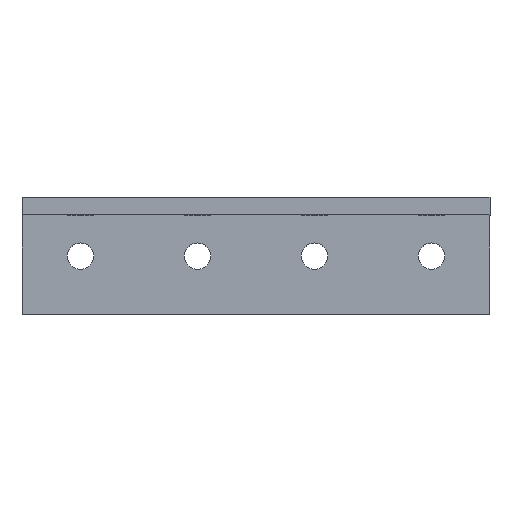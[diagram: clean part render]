
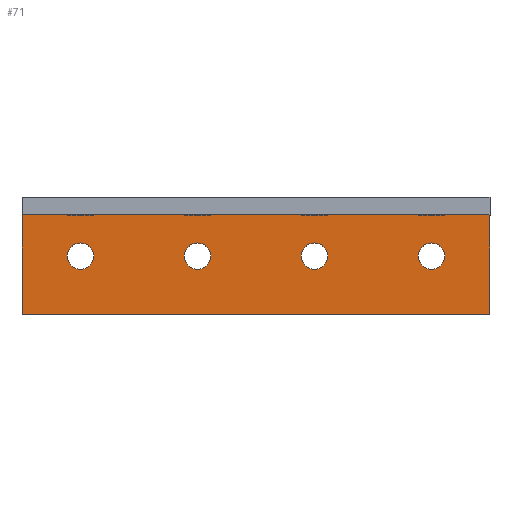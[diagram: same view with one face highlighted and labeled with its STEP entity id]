
A CAD part, top view. The second image highlights one B-rep face of the part: STEP entity #71.
In plain terms, the highlighted planar face has unit normal (0, 0, 1).
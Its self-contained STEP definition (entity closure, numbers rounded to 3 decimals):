
#71=ADVANCED_FACE('',(#158,#159,#160,#161,#162),#163,.T.);
#158=FACE_BOUND('',#273,.T.);
#159=FACE_BOUND('',#274,.T.);
#160=FACE_BOUND('',#275,.T.);
#161=FACE_BOUND('',#276,.T.);
#162=FACE_OUTER_BOUND('',#277,.T.);
#163=PLANE('',#278);
#273=EDGE_LOOP('',(#400,#401));
#274=EDGE_LOOP('',(#402,#403));
#275=EDGE_LOOP('',(#404,#405));
#276=EDGE_LOOP('',(#406,#407));
#277=EDGE_LOOP('',(#408,#409,#410,#411));
#278=AXIS2_PLACEMENT_3D('',#412,#413,#414);
#400=ORIENTED_EDGE('',*,*,#645,.T.);
#401=ORIENTED_EDGE('',*,*,#646,.T.);
#402=ORIENTED_EDGE('',*,*,#647,.T.);
#403=ORIENTED_EDGE('',*,*,#648,.T.);
#404=ORIENTED_EDGE('',*,*,#649,.T.);
#405=ORIENTED_EDGE('',*,*,#650,.T.);
#406=ORIENTED_EDGE('',*,*,#651,.T.);
#407=ORIENTED_EDGE('',*,*,#639,.T.);
#408=ORIENTED_EDGE('',*,*,#652,.T.);
#409=ORIENTED_EDGE('',*,*,#653,.T.);
#410=ORIENTED_EDGE('',*,*,#654,.T.);
#411=ORIENTED_EDGE('',*,*,#634,.T.);
#412=CARTESIAN_POINT('',(40.0,-10.0,3.0));
#413=DIRECTION('',(0.0,0.0,1.0));
#414=DIRECTION('',(1.0,0.0,0.0));
#634=EDGE_CURVE('',#745,#750,#752,.T.);
#639=EDGE_CURVE('',#754,#759,#761,.T.);
#645=EDGE_CURVE('',#769,#770,#771,.T.);
#646=EDGE_CURVE('',#770,#769,#772,.T.);
#647=EDGE_CURVE('',#773,#774,#775,.T.);
#648=EDGE_CURVE('',#774,#773,#776,.T.);
#649=EDGE_CURVE('',#777,#778,#779,.T.);
#650=EDGE_CURVE('',#778,#777,#780,.T.);
#651=EDGE_CURVE('',#759,#754,#781,.T.);
#652=EDGE_CURVE('',#750,#782,#783,.T.);
#653=EDGE_CURVE('',#782,#784,#785,.T.);
#654=EDGE_CURVE('',#784,#745,#786,.T.);
#745=VERTEX_POINT('',#899);
#750=VERTEX_POINT('',#906);
#752=LINE('',#909,#910);
#754=VERTEX_POINT('',#912);
#759=VERTEX_POINT('',#918);
#761=CIRCLE('',#921,2.25);
#769=VERTEX_POINT('',#931);
#770=VERTEX_POINT('',#932);
#771=CIRCLE('',#933,2.25);
#772=CIRCLE('',#934,2.25);
#773=VERTEX_POINT('',#935);
#774=VERTEX_POINT('',#936);
#775=CIRCLE('',#937,2.25);
#776=CIRCLE('',#938,2.25);
#777=VERTEX_POINT('',#939);
#778=VERTEX_POINT('',#940);
#779=CIRCLE('',#941,2.25);
#780=CIRCLE('',#942,2.25);
#781=CIRCLE('',#943,2.25);
#782=VERTEX_POINT('',#944);
#783=LINE('',#945,#946);
#784=VERTEX_POINT('',#947);
#785=LINE('',#948,#949);
#786=LINE('',#950,#951);
#899=CARTESIAN_POINT('',(0.,-20.0,3.0));
#906=CARTESIAN_POINT('',(80.0,-20.0,3.0));
#909=CARTESIAN_POINT('',(40.0,-20.0,3.0));
#910=VECTOR('',#1090,1.0);
#912=CARTESIAN_POINT('',(72.25,-10.0,3.0));
#918=CARTESIAN_POINT('',(67.75,-10.0,3.0));
#921=AXIS2_PLACEMENT_3D('',#1096,#1097,#1098);
#931=CARTESIAN_POINT('',(7.75,-10.0,3.0));
#932=CARTESIAN_POINT('',(12.25,-10.0,3.0));
#933=AXIS2_PLACEMENT_3D('',#1104,#1105,#1106);
#934=AXIS2_PLACEMENT_3D('',#1107,#1108,#1109);
#935=CARTESIAN_POINT('',(27.75,-10.0,3.0));
#936=CARTESIAN_POINT('',(32.25,-10.0,3.0));
#937=AXIS2_PLACEMENT_3D('',#1110,#1111,#1112);
#938=AXIS2_PLACEMENT_3D('',#1113,#1114,#1115);
#939=CARTESIAN_POINT('',(47.75,-10.0,3.0));
#940=CARTESIAN_POINT('',(52.25,-10.0,3.0));
#941=AXIS2_PLACEMENT_3D('',#1116,#1117,#1118);
#942=AXIS2_PLACEMENT_3D('',#1119,#1120,#1121);
#943=AXIS2_PLACEMENT_3D('',#1122,#1123,#1124);
#944=CARTESIAN_POINT('',(80.0,0.0,3.0));
#945=CARTESIAN_POINT('',(80.0,-10.0,3.0));
#946=VECTOR('',#1125,1.0);
#947=CARTESIAN_POINT('',(0.,0.0,3.0));
#948=CARTESIAN_POINT('',(40.0,0.0,3.0));
#949=VECTOR('',#1126,1.0);
#950=CARTESIAN_POINT('',(0.,-10.0,3.0));
#951=VECTOR('',#1127,1.0);
#1090=DIRECTION('',(1.0,0.0,0.0));
#1096=CARTESIAN_POINT('',(70.0,-10.0,3.0));
#1097=DIRECTION('',(0.0,0.0,-1.0));
#1098=DIRECTION('',(1.0,0.0,0.0));
#1104=CARTESIAN_POINT('',(10.0,-10.0,3.0));
#1105=DIRECTION('',(0.0,0.0,-1.0));
#1106=DIRECTION('',(1.0,0.0,0.0));
#1107=CARTESIAN_POINT('',(10.0,-10.0,3.0));
#1108=DIRECTION('',(0.0,0.0,-1.0));
#1109=DIRECTION('',(1.0,0.0,0.0));
#1110=CARTESIAN_POINT('',(30.0,-10.0,3.0));
#1111=DIRECTION('',(0.0,0.0,-1.0));
#1112=DIRECTION('',(1.0,0.0,0.0));
#1113=CARTESIAN_POINT('',(30.0,-10.0,3.0));
#1114=DIRECTION('',(0.0,0.0,-1.0));
#1115=DIRECTION('',(1.0,0.0,0.0));
#1116=CARTESIAN_POINT('',(50.0,-10.0,3.0));
#1117=DIRECTION('',(0.0,0.0,-1.0));
#1118=DIRECTION('',(1.0,0.0,0.0));
#1119=CARTESIAN_POINT('',(50.0,-10.0,3.0));
#1120=DIRECTION('',(0.0,0.0,-1.0));
#1121=DIRECTION('',(1.0,0.0,0.0));
#1122=CARTESIAN_POINT('',(70.0,-10.0,3.0));
#1123=DIRECTION('',(0.0,0.0,-1.0));
#1124=DIRECTION('',(1.0,0.0,0.0));
#1125=DIRECTION('',(0.0,1.0,0.0));
#1126=DIRECTION('',(-1.0,0.0,0.0));
#1127=DIRECTION('',(0.0,-1.0,0.0));
